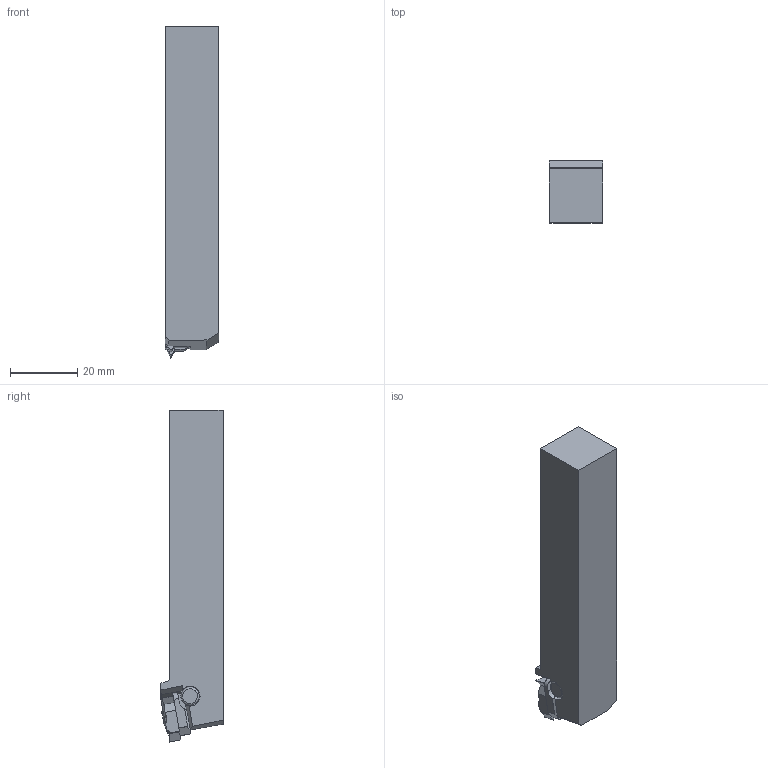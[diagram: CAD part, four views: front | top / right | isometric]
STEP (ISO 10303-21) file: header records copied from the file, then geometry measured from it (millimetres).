
FILE_DESCRIPTION(('CATIA V5 STEP','CAx-IF Rec.Pracs.--- Model Styling and Organization---1.2---2011-12-15'),'2;1');
FILE_NAME('SER 1616 H16-L.stp','2018-04-12T04:38:21+00:00',('none'),('none'),'CATIA Version 5 Release 21 SP 5 (IN-10)','CATIA V5 STEP AP214','none');
FILE_SCHEMA(('AUTOMOTIVE_DESIGN { 1 0 10303 214 1 1 1 1 }'));
Length unit declared in the file: millimetre
Products named in the file (1): SER 1616 H16
Bounding box: 16.03 x 18.5 x 98.84 mm (x, y, z)
Volume: 24566.1 mm3; surface area: 7401.7 mm2
Topology: 2 solids, 2 shells, 111 faces, 347 edges, 242 vertices
Faces by surface type: plane 68, cylinder 29, cone 9, bspline 3, torus 2
Entity records: 7087 total; most frequent: CARTESIAN_POINT 4150, ORIENTED_EDGE 628, DIRECTION 428, EDGE_CURVE 314, VERTEX_POINT 208, VECTOR 198, LINE 198, AXIS2_PLACEMENT_3D 135
